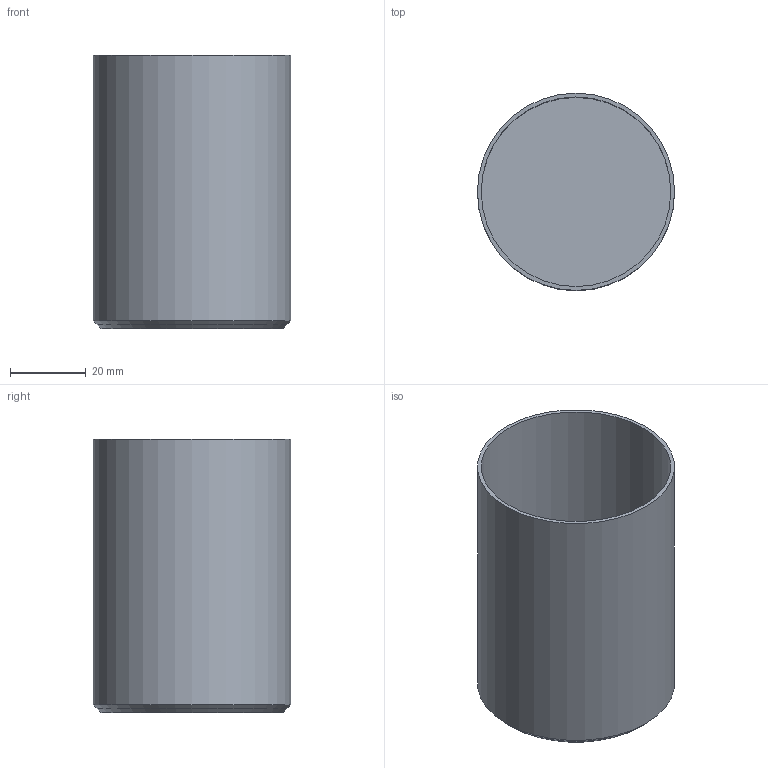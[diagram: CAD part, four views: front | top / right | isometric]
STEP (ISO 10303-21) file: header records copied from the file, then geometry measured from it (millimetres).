
FILE_DESCRIPTION(/* description */ (''),/* implementation_level */ '2;1');
FILE_NAME(/* name */ 'Стакан.stp',/* time_stamp */ '2025-02-10T20:48:14+03:00',/* author */ ('User'),/* organization */ (''),/* preprocessor_version */ 'ST-DEVELOPER v18.1',/* originating_system */ 'Autodesk Inventor 2022',/* authorisation */ '');
FILE_SCHEMA (('AUTOMOTIVE_DESIGN { 1 0 10303 214 3 1 1 }'));
Length unit declared in the file: millimetre
Products named in the file (1): Стакан
Bounding box: 52 x 52 x 72 mm (x, y, z)
Volume: 13181.1 mm3; surface area: 26965.6 mm2
Topology: 2 solids, 2 shells, 7 faces, 13 edges, 9 vertices
Faces by surface type: plane 3, cone 2, cylinder 2
Full cylindrical faces by diameter (mm): 50 x1, 52 x1
Entity records: 228 total; most frequent: DIRECTION 38, CARTESIAN_POINT 30, ORIENTED_EDGE 26, AXIS2_PLACEMENT_3D 17, EDGE_CURVE 13, CIRCLE 9, VERTEX_POINT 9, EDGE_LOOP 8
